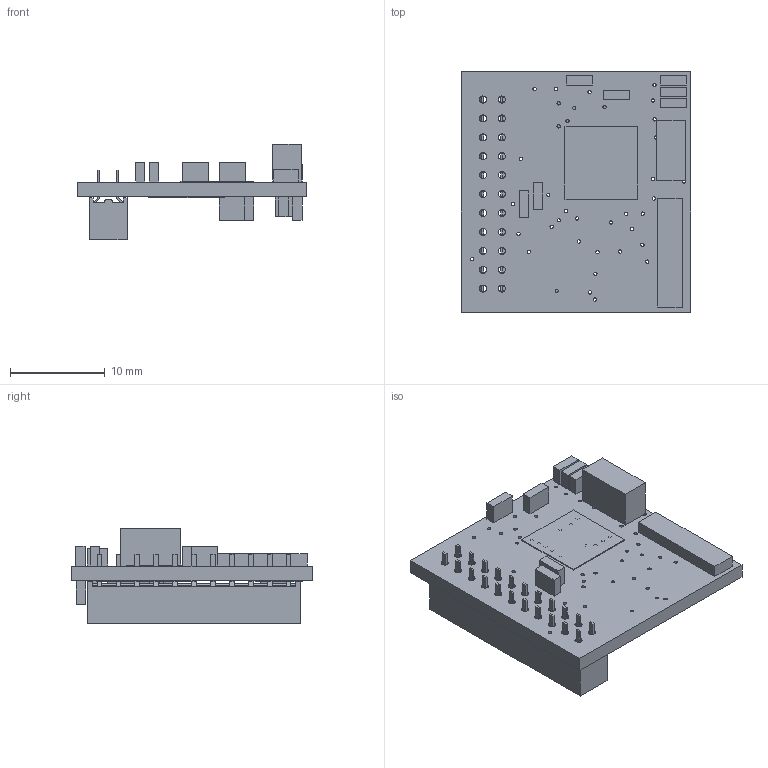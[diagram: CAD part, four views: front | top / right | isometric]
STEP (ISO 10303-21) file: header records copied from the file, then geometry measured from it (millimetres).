
FILE_DESCRIPTION(/* description */ (''),/* implementation_level */ '2;1');
FILE_NAME(/* name */ '124da659-d0e9-447a-b6fc-7a5118c7185a.stp',/* time_stamp */ '2021-01-09T21:05:49+00:00',/* author */ (''),/* organization */ (''),/* preprocessor_version */ 'ST-DEVELOPER v18.1',/* originating_system */ 'Autodesk Translation Framework v9.7.1.1290',/* authorisation */ '');
FILE_SCHEMA (('AUTOMOTIVE_DESIGN { 1 0 10303 214 3 1 1 }'));
Length unit declared in the file: millimetre
Products named in the file (14): 124da659-d0e9-447a-b6fc-7a5118c7185a; PCB Component; Board; ULN2003V12; Green; TCAN337D; 4.7uF; STM32F042K6T6; 4.7k; FE05-1; DISCRETECOMPONENTS_SW_2512; SOL-TO-BKP; _MMS-111-01-DV_socket; _C-63-01-11-DV
Assembly tree (27 placements, depth 4):
  124da659-d0e9-447a-b6fc-7a5118c7185a
    PCB Component
      Board
      ULN2003V12
      Green  x3
      TCAN337D
      4.7uF  x8
      STM32F042K6T6
      4.7k  x6
      FE05-1
      DISCRETECOMPONENTS_SW_2512
      SOL-TO-BKP
        _MMS-111-01-DV_socket
        _C-63-01-11-DV
Bounding box: 24.26 x 25.4 x 10.11 mm (x, y, z)
Volume: 1695.7 mm3; surface area: 3657.3 mm2
Topology: 25 solids, 25 shells, 661 faces, 1745 edges, 1134 vertices
Faces by surface type: plane 580, cylinder 81
Full cylindrical faces by diameter (mm): 0.35 x52, 0.75 x22, 0.813 x5
Entity records: 19496 total; most frequent: CARTESIAN_POINT 3217, ORIENTED_EDGE 3154, DIRECTION 2975, EDGE_CURVE 1577, LINE 1415, VECTOR 1415, VERTEX_POINT 1022, EDGE_LOOP 815
